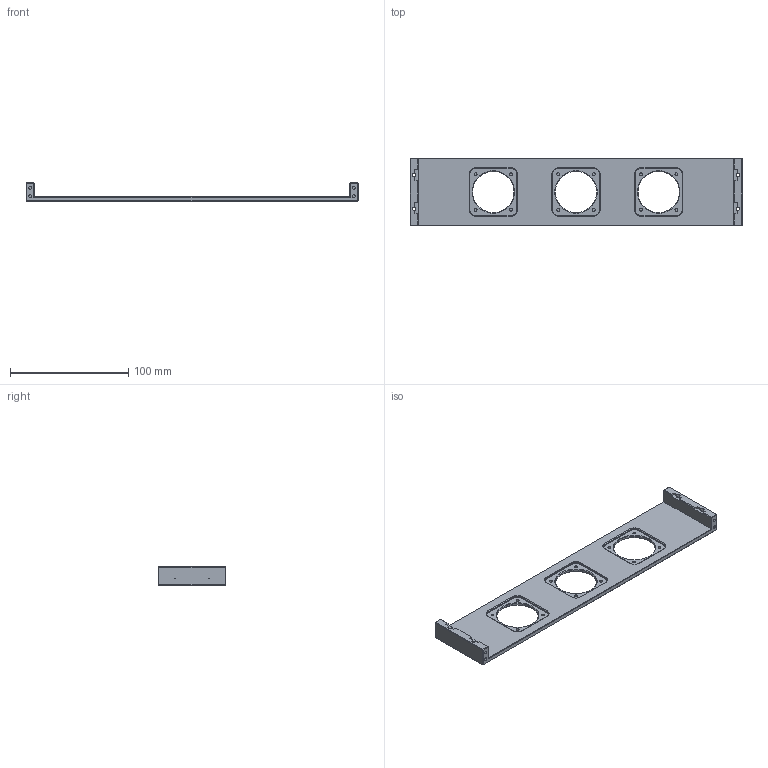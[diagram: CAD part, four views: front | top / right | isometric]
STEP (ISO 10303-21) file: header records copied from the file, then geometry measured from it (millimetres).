
FILE_DESCRIPTION(/* description */ (''),/* implementation_level */ '2;1');
FILE_NAME(/* name */ 'MiddleBody.step',/* time_stamp */ '2023-06-02T12:10:55+03:00',/* author */ (''),/* organization */ (''),/* preprocessor_version */ 'ST-DEVELOPER v19.2',/* originating_system */ 'Autodesk Translation Framework v12.4.0.73',/* authorisation */ '');
FILE_SCHEMA (('AUTOMOTIVE_DESIGN { 1 0 10303 214 3 1 1 }'));
Length unit declared in the file: millimetre
Products named in the file (1): MiddleBody
Bounding box: 281.1 x 57.45 x 16 mm (x, y, z)
Volume: 58188.1 mm3; surface area: 34373 mm2
Topology: 1 solids, 1 shells, 204 faces, 453 edges, 280 vertices
Faces by surface type: plane 121, cylinder 57, cone 26
Full cylindrical faces by diameter (mm): 2.5 x22, 2.7 x4, 5 x4, 8.2 x4, 35 x3
Entity records: 5645 total; most frequent: DIRECTION 1011, CARTESIAN_POINT 938, ORIENTED_EDGE 906, EDGE_CURVE 453, AXIS2_PLACEMENT_3D 353, LINE 305, VECTOR 305, VERTEX_POINT 280
